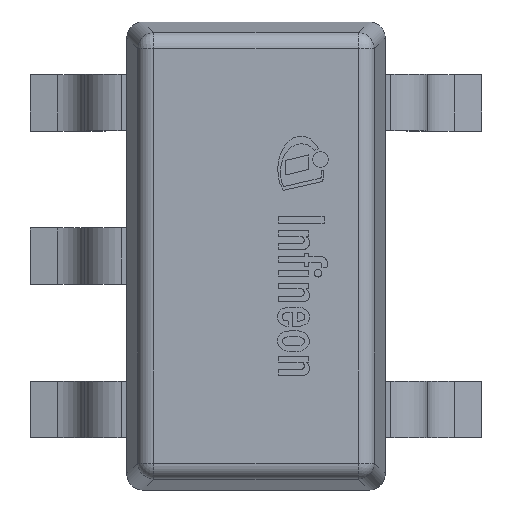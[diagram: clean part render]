
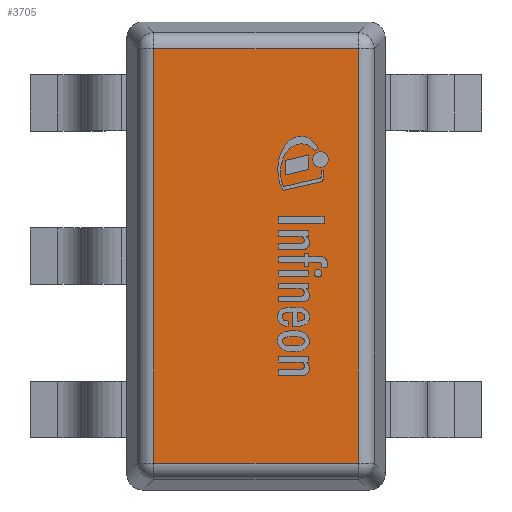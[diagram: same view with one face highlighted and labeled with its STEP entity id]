
A CAD part, top view. The second image highlights one B-rep face of the part: STEP entity #3705.
In plain terms, the highlighted planar face has unit normal (0, 0, 1).
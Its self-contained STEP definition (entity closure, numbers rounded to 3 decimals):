
#119=PLANE('',#3971);
#282=LINE('',#5298,#699);
#286=LINE('',#5314,#703);
#288=LINE('',#5317,#705);
#290=LINE('',#5320,#707);
#699=VECTOR('',#4286,1.);
#703=VECTOR('',#4304,1.);
#705=VECTOR('',#4308,1.);
#707=VECTOR('',#4312,1.);
#1176=FACE_OUTER_BOUND('',#1405,.T.);
#1405=EDGE_LOOP('',(#2660,#2661,#2662,#2663));
#1706=VERTEX_POINT('',#5259);
#1711=VERTEX_POINT('',#5272);
#1716=VERTEX_POINT('',#5285);
#1721=VERTEX_POINT('',#5301);
#2078=EDGE_CURVE('',#1706,#1716,#282,.T.);
#2086=EDGE_CURVE('',#1716,#1721,#286,.T.);
#2088=EDGE_CURVE('',#1721,#1711,#288,.T.);
#2090=EDGE_CURVE('',#1711,#1706,#290,.T.);
#2660=ORIENTED_EDGE('',*,*,#2078,.F.);
#2661=ORIENTED_EDGE('',*,*,#2090,.F.);
#2662=ORIENTED_EDGE('',*,*,#2088,.F.);
#2663=ORIENTED_EDGE('',*,*,#2086,.F.);
#3705=ADVANCED_FACE('',(#1176),#119,.T.);
#3971=AXIS2_PLACEMENT_3D('',#5328,#4323,#4324);
#4286=DIRECTION('',(-1.,0.,0.));
#4304=DIRECTION('',(0.,1.,0.));
#4308=DIRECTION('',(1.,0.,0.));
#4312=DIRECTION('',(0.,-1.,0.));
#4323=DIRECTION('center_axis',(0.,0.,1.));
#4324=DIRECTION('ref_axis',(0.,-1.,0.));
#5259=CARTESIAN_POINT('',(0.634,-1.284,1.45));
#5272=CARTESIAN_POINT('',(0.634,1.284,1.45));
#5285=CARTESIAN_POINT('',(-0.634,-1.284,1.45));
#5298=CARTESIAN_POINT('',(0.4,-1.284,1.45));
#5301=CARTESIAN_POINT('',(-0.634,1.284,1.45));
#5314=CARTESIAN_POINT('',(-0.634,-0.725,1.45));
#5317=CARTESIAN_POINT('',(-0.4,1.284,1.45));
#5320=CARTESIAN_POINT('',(0.634,0.725,1.45));
#5328=CARTESIAN_POINT('Origin',(0.,0.,
1.45));
